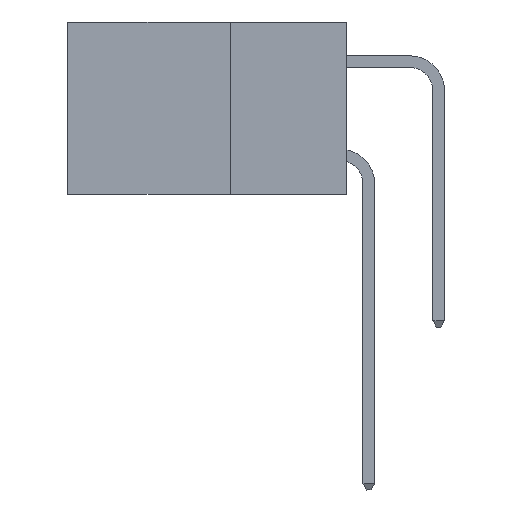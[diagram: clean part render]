
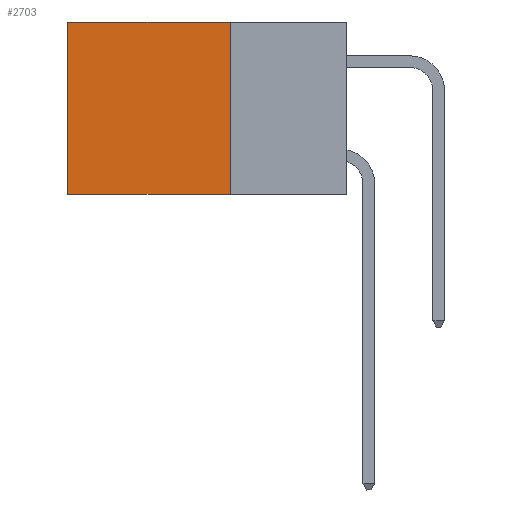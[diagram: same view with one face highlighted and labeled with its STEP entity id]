
A CAD part, left-side view. The second image highlights one B-rep face of the part: STEP entity #2703.
In plain terms, the highlighted planar face has unit normal (-1, 0, 0).
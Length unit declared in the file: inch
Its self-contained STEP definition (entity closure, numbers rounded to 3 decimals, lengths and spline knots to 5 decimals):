
#190 = VECTOR ( 'NONE', #6573, 39.37008 ) ;
#542 = VERTEX_POINT ( 'NONE', #5786 ) ;
#726 = DIRECTION ( 'NONE',  ( 1., 0., 0. ) ) ;
#931 = EDGE_CURVE ( 'NONE', #12022, #16536, #1506, .T. ) ;
#1374 = LINE ( 'NONE', #4710, #190 ) ;
#1506 = LINE ( 'NONE', #6913, #15216 ) ;
#2703 = ADVANCED_FACE ( 'NONE', ( #11881 ), #23003, .F. ) ;
#4199 = VECTOR ( 'NONE', #19162, 39.37008 ) ;
#4710 = CARTESIAN_POINT ( 'NONE',  ( 0.2875, 0.25, 0. ) ) ;
#5364 = VERTEX_POINT ( 'NONE', #17937 ) ;
#5786 = CARTESIAN_POINT ( 'NONE',  ( 0.2875, 0.25, 0. ) ) ;
#6573 = DIRECTION ( 'NONE',  ( 0., 1., 0. ) ) ;
#6913 = CARTESIAN_POINT ( 'NONE',  ( 0.2875, 0.6, 0. ) ) ;
#7449 = ORIENTED_EDGE ( 'NONE', *, *, #11206, .F. ) ;
#7663 = VECTOR ( 'NONE', #10948, 39.37008 ) ;
#7763 = ORIENTED_EDGE ( 'NONE', *, *, #931, .T. ) ;
#8017 = CARTESIAN_POINT ( 'NONE',  ( 0.2875, 0.6, -0.37 ) ) ;
#8820 = ORIENTED_EDGE ( 'NONE', *, *, #10256, .T. ) ;
#10256 = EDGE_CURVE ( 'NONE', #542, #12022, #1374, .T. ) ;
#10948 = DIRECTION ( 'NONE',  ( 0., 0., -1. ) ) ;
#11206 = EDGE_CURVE ( 'NONE', #542, #5364, #23147, .T. ) ;
#11307 = CARTESIAN_POINT ( 'NONE',  ( 0.2875, 0.6, 0. ) ) ;
#11881 = FACE_OUTER_BOUND ( 'NONE', #22433, .T. ) ;
#12022 = VERTEX_POINT ( 'NONE', #11307 ) ;
#13716 = DIRECTION ( 'NONE',  ( 0., 0., -1. ) ) ;
#14741 = CARTESIAN_POINT ( 'NONE',  ( 0.2875, 0.25, 0. ) ) ;
#15216 = VECTOR ( 'NONE', #21888, 39.37008 ) ;
#16536 = VERTEX_POINT ( 'NONE', #8017 ) ;
#17323 = CARTESIAN_POINT ( 'NONE',  ( 0.2875, 0.25, -0.37 ) ) ;
#17447 = CARTESIAN_POINT ( 'NONE',  ( 0.2875, 0.25, 0. ) ) ;
#17715 = ORIENTED_EDGE ( 'NONE', *, *, #21255, .F. ) ;
#17937 = CARTESIAN_POINT ( 'NONE',  ( 0.2875, 0.25, -0.37 ) ) ;
#19162 = DIRECTION ( 'NONE',  ( 0., 1., 0. ) ) ;
#20459 = AXIS2_PLACEMENT_3D ( 'NONE', #17447, #726, #13716 ) ;
#21255 = EDGE_CURVE ( 'NONE', #5364, #16536, #24038, .T. ) ;
#21888 = DIRECTION ( 'NONE',  ( 0., 0., -1. ) ) ;
#22433 = EDGE_LOOP ( 'NONE', ( #7763, #17715, #7449, #8820 ) ) ;
#23003 = PLANE ( 'NONE',  #20459 ) ;
#23147 = LINE ( 'NONE', #14741, #7663 ) ;
#24038 = LINE ( 'NONE', #17323, #4199 ) ;
